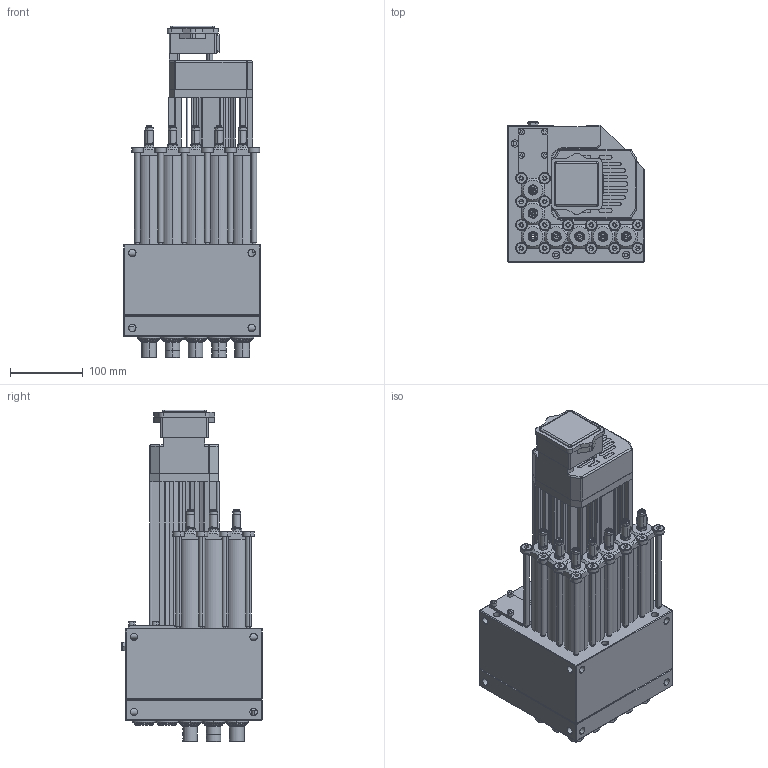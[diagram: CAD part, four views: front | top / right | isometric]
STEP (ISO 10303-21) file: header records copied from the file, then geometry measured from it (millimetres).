
FILE_DESCRIPTION (( 'STEP AP214' ), '1' );
FILE_NAME ('PZ22H10A-0001.STEP', '2024-07-04T05:53:56', ( 'Sysceo.com' ), ( '' ), 'SwSTEP 2.0', 'SolidWorks 2018', '' );
FILE_SCHEMA (( 'AUTOMOTIVE_DESIGN' ));
Length unit declared in the file: millimetre
Products named in the file (2): PZ22H10A-0001
Bounding box: 188 x 193 x 455.5 mm (x, y, z)
Surface area: 678000 mm2 (no closed solid volume)
Topology: 0 solids, 139 shells, 1502 faces, 4795 edges, 3350 vertices
Faces by surface type: plane 652, cylinder 631, cone 149, torus 62, bspline 4, sphere 4
Entity records: 73248 total; most frequent: CARTESIAN_POINT 14483, DIRECTION 9200, ORIENTED_EDGE 7682, EDGE_CURVE 4769, AXIS2_PLACEMENT_3D 3389, VERTEX_POINT 3336, LINE 2422, VECTOR 2422
